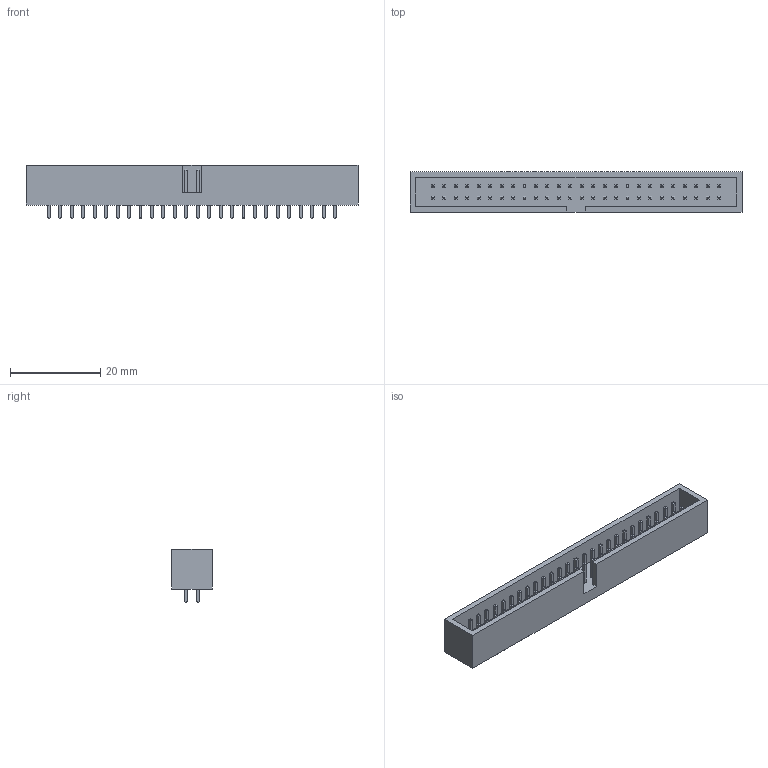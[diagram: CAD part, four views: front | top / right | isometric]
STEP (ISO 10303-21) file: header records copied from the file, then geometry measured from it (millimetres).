
FILE_DESCRIPTION(/* description */ ('model of Box_Header_Straight_2x26x2.54mm'),/* implementation_level */ '2;1');
FILE_NAME(/* name */ 'Box_Header_Straight_2x26x2.54mm.step',/* time_stamp */ '2017-06-13T10:56:07',/* author */ ('kicad StepUp','ksu'),/* organization */ ('FreeCAD'),/* preprocessor_version */ 'OCC',/* originating_system */ 'kicad StepUp',/* authorisation */ '');
FILE_SCHEMA(('AUTOMOTIVE_DESIGN_CC2 { 1 2 10303 214 -1 1 5 4 }'));
Length unit declared in the file: millimetre
Products named in the file (1): Box_Header_Straight_2x26x254mm
Bounding box: 73.66 x 8.9 x 11.9 mm (x, y, z)
Volume: 3196.5 mm3; surface area: 4746.9 mm2
Topology: 1 solids, 1 shells, 950 faces, 2120 edges, 1276 vertices
Faces by surface type: plane 950
Entity records: 31871 total; most frequent: CARTESIAN_POINT 4347, ORIENTED_EDGE 4240, DIRECTION 4022, EDGE_CURVE 2120, LINE 2120, VECTOR 2120, VERTEX_POINT 1276, FACE_BOUND 1054
